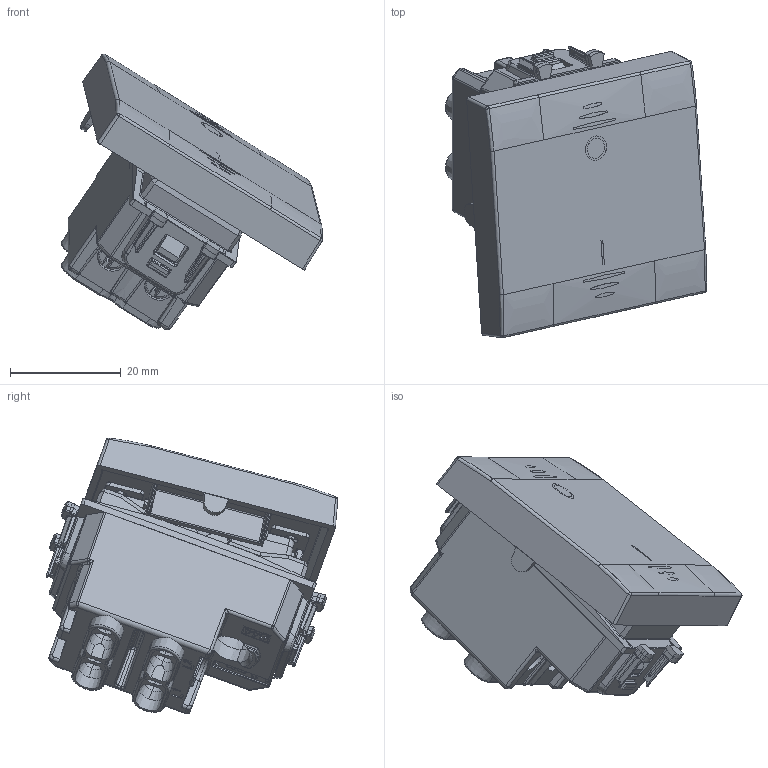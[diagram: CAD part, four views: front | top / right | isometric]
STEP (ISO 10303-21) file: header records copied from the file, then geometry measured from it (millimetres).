
FILE_DESCRIPTION(('CATIA V5 STEP Exchange'),'2;1');
FILE_NAME('441010-2.stp','2024-02-15T13:21:35+00:00',('none'),('none'),'CATIA Version 5-6 Release 2016 SP6','CATIA V5 STEP AP203','none');
FILE_SCHEMA(('CONFIG_CONTROL_DESIGN'));
Products named in the file (1): 441010-2
Assembly tree (17 placements, depth 2):
  441010-2
    #57
    #39609
    #90258
    #124523  x2
    #126124  x2
    #127811  x4
    #129724  x4
    #130668
    #138920
Bounding box: 47.22 x 52.69 x 49.85 mm (x, y, z)
Volume: 17928.8 mm3; surface area: 29580 mm2
Topology: 20 solids, 20 shells, 4325 faces, 11456 edges, 7060 vertices
Faces by surface type: plane 1954, cylinder 1286, bspline 500, cone 279, torus 136, sphere 120, extrusion 42, revolution 8
Entity records: 158455 total; most frequent: CARTESIAN_POINT 73391, ORIENTED_EDGE 20654, DIRECTION 12183, EDGE_CURVE 10327, VERTEX_POINT 6425, VECTOR 5094, LINE 5052, AXIS2_PLACEMENT_3D 4277
